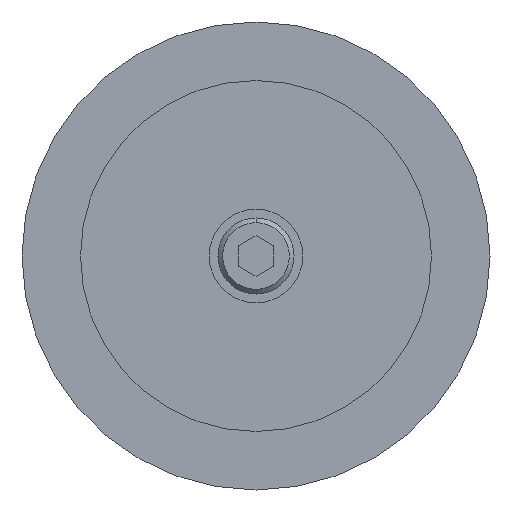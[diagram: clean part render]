
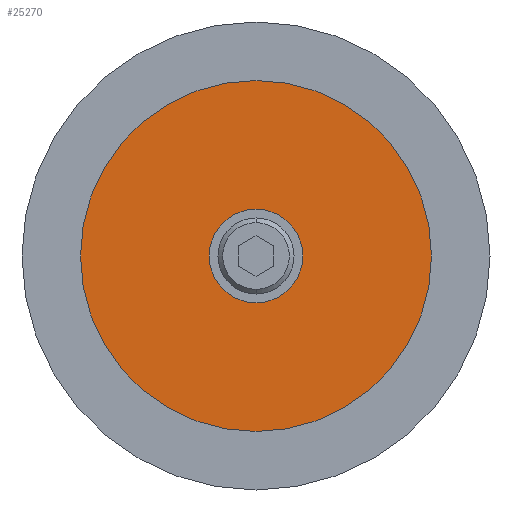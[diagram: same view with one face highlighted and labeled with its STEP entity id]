
A CAD part, front view. The second image highlights one B-rep face of the part: STEP entity #25270.
In plain terms, the highlighted planar face has unit normal (0, -1, 0).
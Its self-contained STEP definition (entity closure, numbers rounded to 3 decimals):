
#24920=CARTESIAN_POINT('',(15.,-1.,0.));
#24930=DIRECTION('',(-0.,1.,0.));
#24940=DIRECTION('',(1.,0.,0.));
#24950=AXIS2_PLACEMENT_3D('',#24920,#24930,#24940);
#24960=PLANE('',#24950);
#24970=CARTESIAN_POINT('',(0.,-1.,0.));
#24980=DIRECTION('',(0.,-1.,0.));
#24990=DIRECTION('',(1.,0.,0.));
#25000=AXIS2_PLACEMENT_3D('',#24970,#24980,#24990);
#25010=CIRCLE('',#25000,8.);
#25020=CARTESIAN_POINT('',(8.,-1.,0.));
#25030=VERTEX_POINT('',#25020);
#25040=CARTESIAN_POINT('',(-8.,-1.,0.))
;
#25050=VERTEX_POINT('',#25040);
#25060=EDGE_CURVE('',#25030,#25050,#25010,.T.);
#25070=ORIENTED_EDGE('',*,*,#25060,.F.);
#25080=EDGE_CURVE('',#25050,#25030,#25010,.T.);
#25090=ORIENTED_EDGE('',*,*,#25080,.F.);
#25100=EDGE_LOOP('',(#25090,#25070));
#25110=FACE_BOUND('',#25100,.T.);
#25120=CARTESIAN_POINT('',(0.,-1.,0.));
#25130=DIRECTION('',(0.,1.,0.));
#25140=DIRECTION('',(1.,0.,0.));
#25150=AXIS2_PLACEMENT_3D('',#25120,#25130,#25140);
#25160=CIRCLE('',#25150,30.);
#25170=CARTESIAN_POINT('',(30.,-1.,0.));
#25180=VERTEX_POINT('',#25170);
#25190=CARTESIAN_POINT('',(-30.,-1.,0.
));
#25200=VERTEX_POINT('',#25190);
#25210=EDGE_CURVE('',#25180,#25200,#25160,.T.);
#25220=ORIENTED_EDGE('',*,*,#25210,.F.);
#25230=EDGE_CURVE('',#25200,#25180,#25160,.T.);
#25240=ORIENTED_EDGE('',*,*,#25230,.F.);
#25250=EDGE_LOOP('',(#25240,#25220));
#25260=FACE_OUTER_BOUND('',#25250,.T.);
#25270=ADVANCED_FACE('',(#25110,#25260),#24960,.F.);
